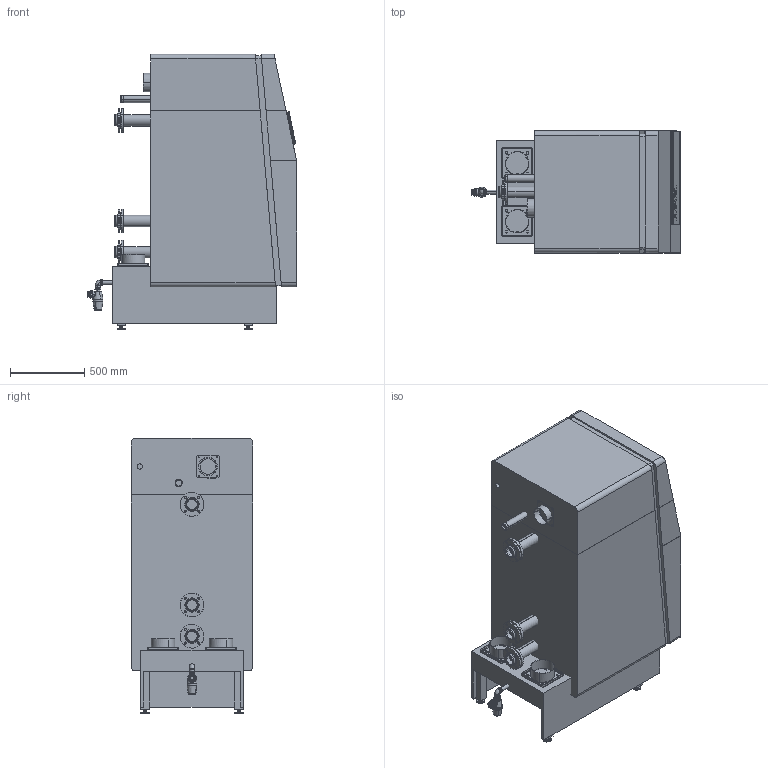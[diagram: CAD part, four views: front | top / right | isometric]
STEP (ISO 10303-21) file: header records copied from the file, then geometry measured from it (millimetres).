
FILE_DESCRIPTION(('CATIA V5 STEP Exchange'),'2;1');
FILE_NAME('4212677_00_UG_(125,150).stp','2014-04-03T15:24:16+00:00',('N.N.'),('Hovalwerke AG FL-9490 Vaduz'),'CATIA Version 5 Release 20 SP 7 (IN-10)','CATIA V5 STEP AP203','none');
FILE_SCHEMA(('CONFIG_CONTROL_DESIGN'));
Length unit declared in the file: millimetre
Products named in the file (11): 4212677_UG (125-150) Planerdaten 3D CSM_10407540_C85_000_00; 6025797; 6025655; 6015952; 2026199_Version2; 617742; 6001303; 619622; 6005658; Product1; 6018949
Assembly tree (48 placements, depth 4):
  4212677_UG (125-150) Planerdaten 3D CSM_10407540_C85_000_00
    #58
    6025797
      #4318
      #6776
      #9868
      6025655
        #10243
        #13608
        #17746
      #18095  x2
    #19740
    6015952
      2026199_Version2
        #19931
        #24586
        #25043  x2
        #26383
        #27723
      617742
        #28576
        #29641
    #29836
    6001303  x2
      #30246
      #30511
    619622
      #30976
      #30511
    #31173
    6005658  x2
      #31707
      #35187
    #36121  x3
    Product1  x4
      #36836
      #38380
    6018949
      #38980
      #39149
Bounding box: 1406.1 x 820 x 1852.02 mm (x, y, z)
Volume: 1338100890.7 mm3; surface area: 19070070 mm2
Topology: 62 solids, 62 shells, 1828 faces, 4491 edges, 2840 vertices
Faces by surface type: plane 881, cylinder 587, cone 172, torus 119, bspline 61, revolution 8
Full cylindrical faces by diameter (mm): 155 x2, 159 x2
Entity records: 41088 total; most frequent: CARTESIAN_POINT 11966, ORIENTED_EDGE 6340, DIRECTION 4777, EDGE_CURVE 3170, VERTEX_POINT 1994, AXIS2_PLACEMENT_3D 1914, VECTOR 1855, LINE 1855
